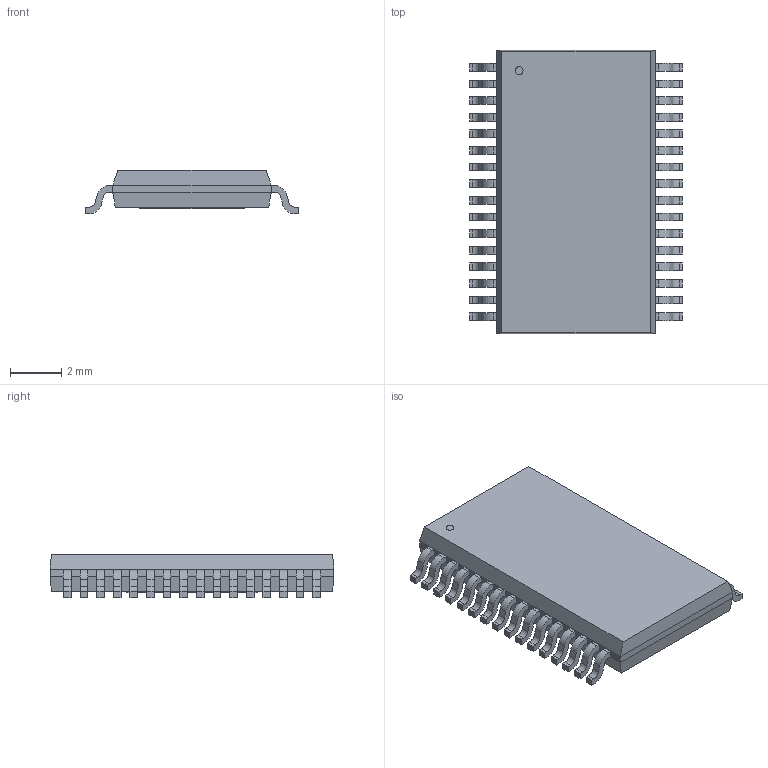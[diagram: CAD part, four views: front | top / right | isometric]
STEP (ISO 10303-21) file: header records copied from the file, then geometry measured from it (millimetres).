
FILE_DESCRIPTION(('STEP AP214'),'1');
FILE_NAME('DAP32_4P36X4P11','2024-09-18T11:26:44',(''),(''),'','','');
FILE_SCHEMA(('AUTOMOTIVE_DESIGN'));
Length unit declared in the file: millimetre
Products named in the file (1): product
Bounding box: 8.31 x 11.1 x 1.7 mm (x, y, z)
Volume: 102 mm3; surface area: 278 mm2
Topology: 39 solids, 39 shells, 495 faces, 1243 edges, 826 vertices
Faces by surface type: plane 366, cylinder 129
Full cylindrical faces by diameter (mm): 0.31 x1
Entity records: 14205 total; most frequent: DIRECTION 2494, ORIENTED_EDGE 2484, CARTESIAN_POINT 1453, EDGE_CURVE 1242, LINE 984, VECTOR 984, VERTEX_POINT 826, AXIS2_PLACEMENT_3D 755
